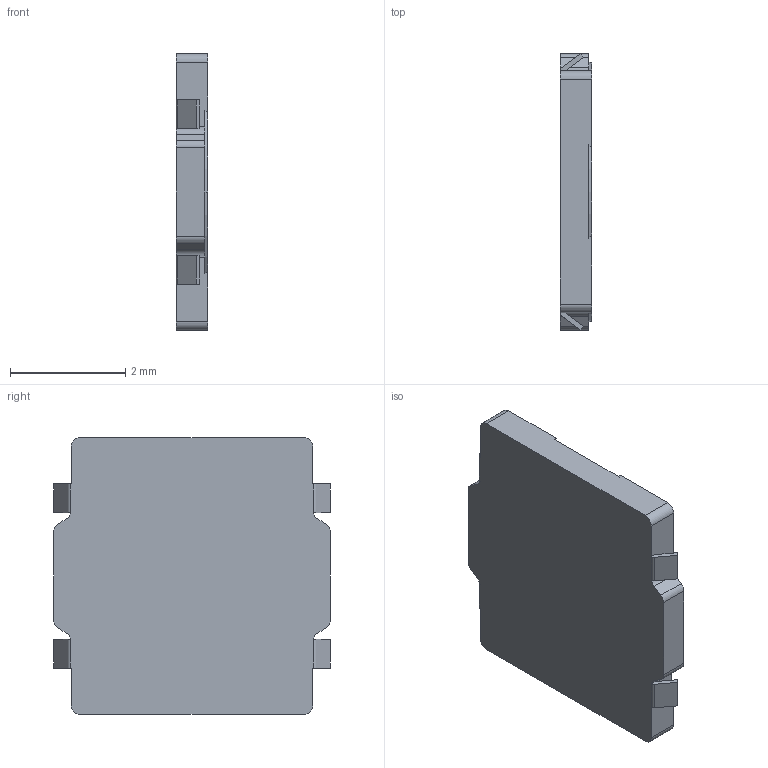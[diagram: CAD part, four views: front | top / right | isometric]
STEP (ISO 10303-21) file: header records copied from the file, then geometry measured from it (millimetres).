
FILE_DESCRIPTION((''),'2;1');
FILE_NAME('C002','2025-09-16T',('Administrator'),(''),'PRO/ENGINEER BY PARAMETRIC TECHNOLOGY CORPORATION, 2010280','PRO/ENGINEER BY PARAMETRIC TECHNOLOGY CORPORATION, 2010280','');
FILE_SCHEMA(('CONFIG_CONTROL_DESIGN'));
Length unit declared in the file: millimetre
Products named in the file (1): C002
Bounding box: 0.55 x 4.8 x 4.8 mm (x, y, z)
Volume: 11.6 mm3; surface area: 55.2 mm2
Topology: 1 solids, 1 shells, 61 faces, 174 edges, 116 vertices
Faces by surface type: plane 39, cylinder 22
Entity records: 2030 total; most frequent: CARTESIAN_POINT 359, ORIENTED_EDGE 348, DIRECTION 336, EDGE_CURVE 174, VECTOR 126, LINE 126, VERTEX_POINT 116, AXIS2_PLACEMENT_3D 105
